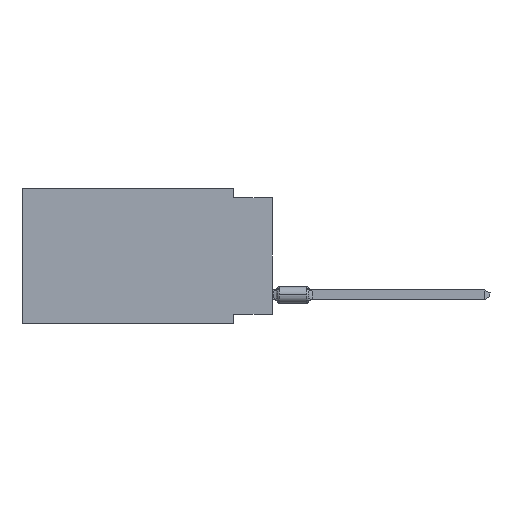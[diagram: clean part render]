
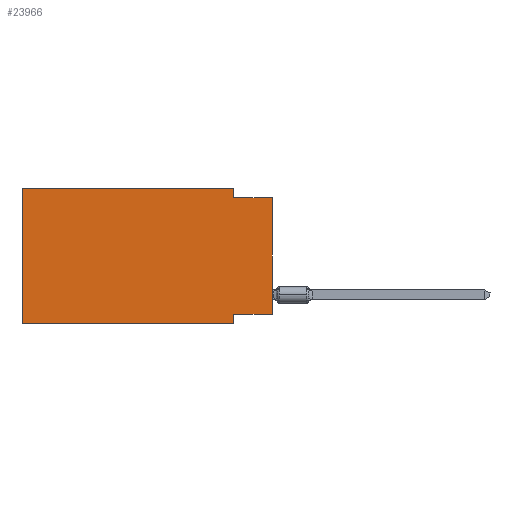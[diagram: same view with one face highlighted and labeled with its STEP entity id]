
A CAD part, left-side view. The second image highlights one B-rep face of the part: STEP entity #23966.
In plain terms, the highlighted planar face has unit normal (-1, 0, 0).
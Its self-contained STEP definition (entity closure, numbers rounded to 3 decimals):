
#966 = ORIENTED_EDGE ( 'NONE', *, *, #51230, .F. ) ;
#1453 = CARTESIAN_POINT ( 'NONE',  ( 0., 0., -0.635 ) ) ;
#2043 = DIRECTION ( 'NONE',  ( 0., 0., -1. ) ) ;
#2678 = VECTOR ( 'NONE', #40356, 1000. ) ;
#4718 = LINE ( 'NONE', #67900, #47180 ) ;
#4843 = VERTEX_POINT ( 'NONE', #60625 ) ;
#5449 = ORIENTED_EDGE ( 'NONE', *, *, #37404, .T. ) ;
#7005 = CARTESIAN_POINT ( 'NONE',  ( 0., 0., -0.635 ) ) ;
#10716 = ORIENTED_EDGE ( 'NONE', *, *, #28264, .F. ) ;
#11059 = CARTESIAN_POINT ( 'NONE',  ( 0., 0., -8.255 ) ) ;
#12173 = ORIENTED_EDGE ( 'NONE', *, *, #21832, .F. ) ;
#12215 = DIRECTION ( 'NONE',  ( 0., 0., -1. ) ) ;
#14896 = CARTESIAN_POINT ( 'NONE',  ( 0., 2.54, 0. ) ) ;
#15452 = CARTESIAN_POINT ( 'NONE',  ( 0., 16.383, 0. ) ) ;
#19080 = LINE ( 'NONE', #81380, #39918 ) ;
#19347 = AXIS2_PLACEMENT_3D ( 'NONE', #52829, #58794, #2043 ) ;
#20536 = CARTESIAN_POINT ( 'NONE',  ( 0., 2.54, 0. ) ) ;
#20782 = CARTESIAN_POINT ( 'NONE',  ( 0., 2.54, -8.89 ) ) ;
#21832 = EDGE_CURVE ( 'NONE', #4843, #46262, #80661, .T. ) ;
#22279 = VERTEX_POINT ( 'NONE', #53519 ) ;
#23966 = ADVANCED_FACE ( 'NONE', ( #65670 ), #38654, .F. ) ;
#25742 = EDGE_LOOP ( 'NONE', ( #34400, #50435, #10716, #966, #41189, #5449, #87810, #12173 ) ) ;
#28264 = EDGE_CURVE ( 'NONE', #80845, #58867, #54877, .T. ) ;
#31802 = DIRECTION ( 'NONE',  ( 0., -1., 0. ) ) ;
#33114 = DIRECTION ( 'NONE',  ( 0., 0., 1. ) ) ;
#33355 = VECTOR ( 'NONE', #35351, 1000. ) ;
#33639 = VERTEX_POINT ( 'NONE', #7005 ) ;
#34400 = ORIENTED_EDGE ( 'NONE', *, *, #67911, .T. ) ;
#35351 = DIRECTION ( 'NONE',  ( 0., -1., 0. ) ) ;
#36727 = LINE ( 'NONE', #77065, #53985 ) ;
#37168 = EDGE_CURVE ( 'NONE', #70709, #22279, #79969, .T. ) ;
#37404 = EDGE_CURVE ( 'NONE', #70709, #84325, #36727, .T. ) ;
#37885 = CARTESIAN_POINT ( 'NONE',  ( 0., 2.54, -8.255 ) ) ;
#38654 = PLANE ( 'NONE',  #19347 ) ;
#39918 = VECTOR ( 'NONE', #12215, 1000. ) ;
#40356 = DIRECTION ( 'NONE',  ( 0., 1., 0. ) ) ;
#41189 = ORIENTED_EDGE ( 'NONE', *, *, #37168, .F. ) ;
#46262 = VERTEX_POINT ( 'NONE', #37885 ) ;
#47180 = VECTOR ( 'NONE', #33114, 1000. ) ;
#48055 = VECTOR ( 'NONE', #79518, 1000. ) ;
#50435 = ORIENTED_EDGE ( 'NONE', *, *, #62478, .F. ) ;
#50756 = CARTESIAN_POINT ( 'NONE',  ( 0., 2.54, -0.635 ) ) ;
#51230 = EDGE_CURVE ( 'NONE', #22279, #80845, #79426, .T. ) ;
#52829 = CARTESIAN_POINT ( 'NONE',  ( 0., 16.383, 0. ) ) ;
#53519 = CARTESIAN_POINT ( 'NONE',  ( 0., 16.383, 0. ) ) ;
#53985 = VECTOR ( 'NONE', #56894, 1000. ) ;
#54877 = LINE ( 'NONE', #20536, #82821 ) ;
#56894 = DIRECTION ( 'NONE',  ( 0., -1., 0. ) ) ;
#58794 = DIRECTION ( 'NONE',  ( 1., 0., 0. ) ) ;
#58867 = VERTEX_POINT ( 'NONE', #50756 ) ;
#60625 = CARTESIAN_POINT ( 'NONE',  ( 0., 0., -8.255 ) ) ;
#62478 = EDGE_CURVE ( 'NONE', #58867, #33639, #64632, .T. ) ;
#64632 = LINE ( 'NONE', #1453, #33355 ) ;
#65670 = FACE_OUTER_BOUND ( 'NONE', #25742, .T. ) ;
#66603 = CARTESIAN_POINT ( 'NONE',  ( 0., 16.383, 0. ) ) ;
#67900 = CARTESIAN_POINT ( 'NONE',  ( 0., 0., 0. ) ) ;
#67911 = EDGE_CURVE ( 'NONE', #4843, #33639, #4718, .T. ) ;
#70709 = VERTEX_POINT ( 'NONE', #75143 ) ;
#75143 = CARTESIAN_POINT ( 'NONE',  ( 0., 16.383, -8.89 ) ) ;
#77065 = CARTESIAN_POINT ( 'NONE',  ( 0., 16.383, -8.89 ) ) ;
#79426 = LINE ( 'NONE', #66603, #80804 ) ;
#79518 = DIRECTION ( 'NONE',  ( 0., 0., 1. ) ) ;
#79969 = LINE ( 'NONE', #15452, #48055 ) ;
#80661 = LINE ( 'NONE', #11059, #2678 ) ;
#80804 = VECTOR ( 'NONE', #31802, 1000. ) ;
#80845 = VERTEX_POINT ( 'NONE', #14896 ) ;
#81380 = CARTESIAN_POINT ( 'NONE',  ( 0., 2.54, -8.89 ) ) ;
#82821 = VECTOR ( 'NONE', #90592, 1000. ) ;
#84325 = VERTEX_POINT ( 'NONE', #20782 ) ;
#85324 = EDGE_CURVE ( 'NONE', #46262, #84325, #19080, .T. ) ;
#87810 = ORIENTED_EDGE ( 'NONE', *, *, #85324, .F. ) ;
#90592 = DIRECTION ( 'NONE',  ( 0., 0., -1. ) ) ;
